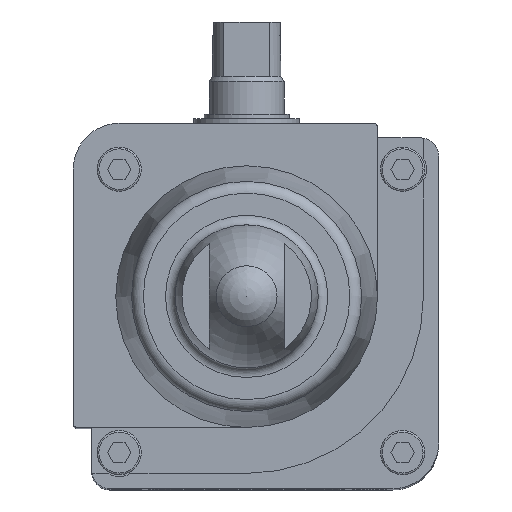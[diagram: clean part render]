
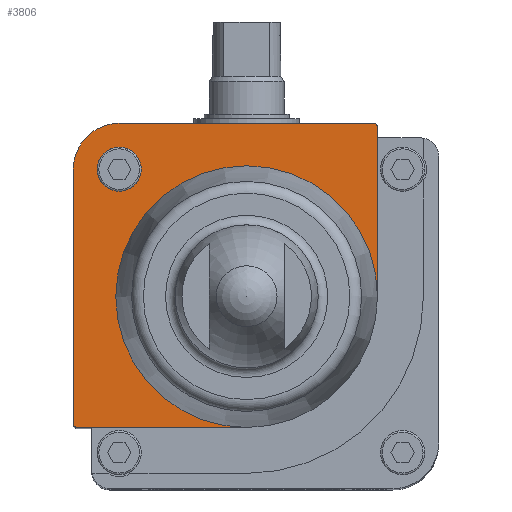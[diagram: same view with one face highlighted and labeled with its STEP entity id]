
A CAD part, top view. The second image highlights one B-rep face of the part: STEP entity #3806.
In plain terms, the highlighted planar face has unit normal (0, 0, 1).
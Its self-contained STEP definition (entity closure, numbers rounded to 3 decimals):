
#136=PLANE('',#4145);
#309=LINE('',#5945,#625);
#316=LINE('',#5960,#632);
#322=LINE('',#6000,#638);
#327=LINE('',#6020,#643);
#625=VECTOR('',#4660,1000.);
#632=VECTOR('',#4673,1000.);
#638=VECTOR('',#4717,1000.);
#643=VECTOR('',#4736,1000.);
#1070=ORIENTED_EDGE('',*,*,#2032,.T.);
#1071=ORIENTED_EDGE('',*,*,#2033,.T.);
#1072=ORIENTED_EDGE('',*,*,#2020,.T.);
#1073=ORIENTED_EDGE('',*,*,#2024,.T.);
#1074=ORIENTED_EDGE('',*,*,#2030,.T.);
#1075=ORIENTED_EDGE('',*,*,#2031,.T.);
#1076=ORIENTED_EDGE('',*,*,#1991,.T.);
#1077=ORIENTED_EDGE('',*,*,#1994,.T.);
#1078=ORIENTED_EDGE('',*,*,#1999,.T.);
#1991=EDGE_CURVE('',#2481,#2480,#309,.T.);
#1994=EDGE_CURVE('',#2480,#2482,#2820,.T.);
#1999=EDGE_CURVE('',#2482,#2485,#316,.T.);
#2020=EDGE_CURVE('',#2501,#2500,#322,.T.);
#2024=EDGE_CURVE('',#2500,#2503,#2836,.T.);
#2030=EDGE_CURVE('',#2503,#2508,#327,.T.);
#2031=EDGE_CURVE('',#2508,#2481,#2841,.T.);
#2032=EDGE_CURVE('',#2509,#2509,#2842,.T.);
#2033=EDGE_CURVE('',#2485,#2501,#2843,.T.);
#2480=VERTEX_POINT('',#5944);
#2481=VERTEX_POINT('',#5946);
#2482=VERTEX_POINT('',#5950);
#2485=VERTEX_POINT('',#5959);
#2500=VERTEX_POINT('',#5999);
#2501=VERTEX_POINT('',#6001);
#2503=VERTEX_POINT('',#6007);
#2508=VERTEX_POINT('',#6019);
#2509=VERTEX_POINT('',#6025);
#2820=CIRCLE('',#4115,1.184);
#2836=CIRCLE('',#4137,1.184);
#2841=CIRCLE('',#4144,13.44);
#2842=CIRCLE('',#4146,6.5);
#2843=CIRCLE('',#4147,38.5);
#3020=EDGE_LOOP('',(#1070));
#3021=EDGE_LOOP('',(#1071,#1072,#1073,#1074,#1075,#1076,#1077,#1078));
#3389=FACE_BOUND('',#3020,.T.);
#3390=FACE_BOUND('',#3021,.T.);
#3806=ADVANCED_FACE('',(#3389,#3390),#136,.T.);
#4115=AXIS2_PLACEMENT_3D('',#5951,#4665,#4666);
#4137=AXIS2_PLACEMENT_3D('',#6008,#4723,#4724);
#4144=AXIS2_PLACEMENT_3D('',#6022,#4739,#4740);
#4145=AXIS2_PLACEMENT_3D('',#6023,#4741,#4742);
#4146=AXIS2_PLACEMENT_3D('',#6024,#4743,#4744);
#4147=AXIS2_PLACEMENT_3D('',#6026,#4745,#4746);
#4660=DIRECTION('',(0.,-1.,0.));
#4665=DIRECTION('',(0.,0.,1.));
#4666=DIRECTION('',(1.,0.,0.));
#4673=DIRECTION('',(1.,0.,0.));
#4717=DIRECTION('',(0.,1.,0.));
#4723=DIRECTION('',(0.,0.,1.));
#4724=DIRECTION('',(1.,0.,0.));
#4736=DIRECTION('',(-1.,0.,0.));
#4739=DIRECTION('',(0.,0.,1.));
#4740=DIRECTION('',(1.,0.,0.));
#4741=DIRECTION('',(0.,0.,1.));
#4742=DIRECTION('',(1.,0.,0.));
#4743=DIRECTION('',(0.,0.,-1.));
#4744=DIRECTION('',(-1.,0.,0.));
#4745=DIRECTION('',(0.,0.,-1.));
#4746=DIRECTION('',(-1.,0.,0.));
#5944=CARTESIAN_POINT('',(-51.,-37.316,111.93));
#5945=CARTESIAN_POINT('',(-51.,37.56,111.93));
#5946=CARTESIAN_POINT('',(-51.,37.56,111.93));
#5950=CARTESIAN_POINT('',(-49.816,-38.5,111.93));
#5951=CARTESIAN_POINT('',(-49.816,-37.316,111.93));
#5959=CARTESIAN_POINT('',(0.,-38.5,111.93));
#5960=CARTESIAN_POINT('',(-49.816,-38.5,111.93));
#5999=CARTESIAN_POINT('',(38.5,49.816,111.93));
#6000=CARTESIAN_POINT('',(38.5,46.7,111.93));
#6001=CARTESIAN_POINT('',(38.5,0.,111.93));
#6007=CARTESIAN_POINT('',(37.316,51.,111.93));
#6008=CARTESIAN_POINT('',(37.316,49.816,111.93));
#6019=CARTESIAN_POINT('',(-37.56,51.,111.93));
#6020=CARTESIAN_POINT('',(37.316,51.,111.93));
#6022=CARTESIAN_POINT('',(-37.56,37.56,111.93));
#6023=CARTESIAN_POINT('',(-49.816,-37.316,111.93));
#6024=CARTESIAN_POINT('',(-37.5,37.5,111.93));
#6025=CARTESIAN_POINT('',(-44.,37.5,111.93));
#6026=CARTESIAN_POINT('',(0.,0.,111.93));
